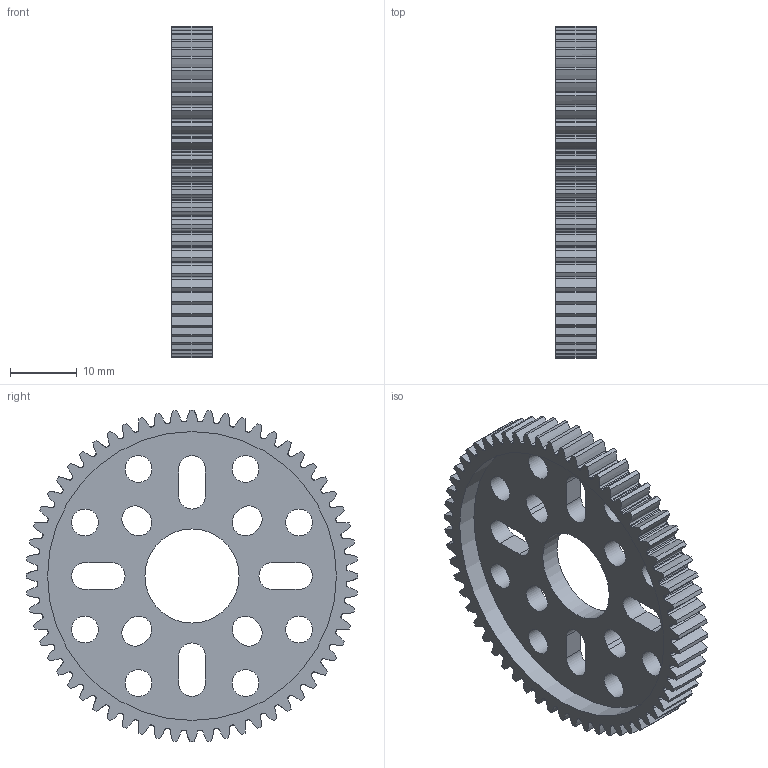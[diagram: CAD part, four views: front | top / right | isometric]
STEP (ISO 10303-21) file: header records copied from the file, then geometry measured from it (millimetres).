
FILE_DESCRIPTION( ( '' ), ' ' );
FILE_NAME( '5a2ade8b5214870eedd3ecd8.step', '2017-12-08T18:48:44', ( '' ), ( '' ), ' ', ' ', ' ' );
FILE_SCHEMA( ( 'AUTOMOTIVE_DESIGN { 1 0 10303 214 1 1 1 1 }' ) );
Length unit declared in the file: metre
Products named in the file (1): 2302-0014-0060
Bounding box: 6 x 49.6 x 49.6 mm (x, y, z)
Volume: 5147.5 mm3; surface area: 5735.9 mm2
Topology: 1 solids, 1 shells, 405 faces, 1206 edges, 804 vertices
Faces by surface type: cylinder 266, extrusion 120, plane 19
Full cylindrical faces by diameter (mm): 4 x8, 14.05 x1, 43.149 x1
Entity records: 20358 total; most frequent: CARTESIAN_POINT 6138, ORIENTED_EDGE 2392, DIRECTION 2180, EDGE_CURVE 1196, AXIS2_PLACEMENT_3D 818, VERTEX_POINT 804, VECTOR 544, CIRCLE 532
